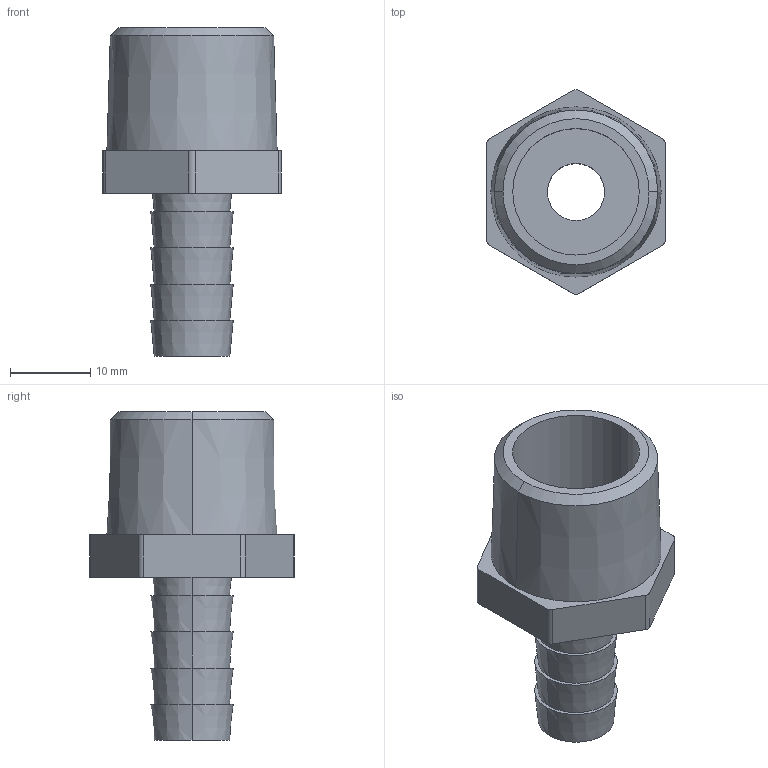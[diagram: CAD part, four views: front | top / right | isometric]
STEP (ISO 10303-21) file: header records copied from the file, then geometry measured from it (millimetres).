
FILE_DESCRIPTION (( 'STEP AP214' ), '1' );
FILE_NAME ('NLBHB-38-12N.step', '2017-08-29T20:52:21', ( '' ), ( '' ), 'SwSTEP 2.0', 'SolidWorks 2017', '' );
FILE_SCHEMA (( 'AUTOMOTIVE_DESIGN' ));
Length unit declared in the file: inch
Products named in the file (1): NLBHB-38-12N
Bounding box: 22.23 x 25.43 x 40.89 mm (x, y, z)
Volume: 4914.8 mm3; surface area: 4112.7 mm2
Topology: 1 solids, 1 shells, 39 faces, 88 edges, 58 vertices
Faces by surface type: plane 15, cone 14, cylinder 10
Entity records: 1156 total; most frequent: DIRECTION 214, CARTESIAN_POINT 186, ORIENTED_EDGE 176, EDGE_CURVE 88, AXIS2_PLACEMENT_3D 86, VERTEX_POINT 58, EDGE_LOOP 48, CIRCLE 46
